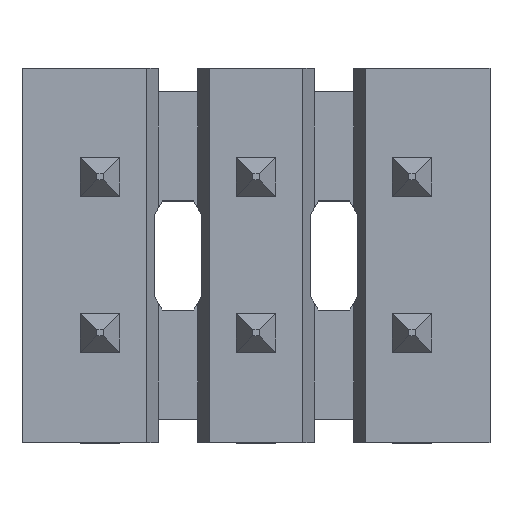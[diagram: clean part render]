
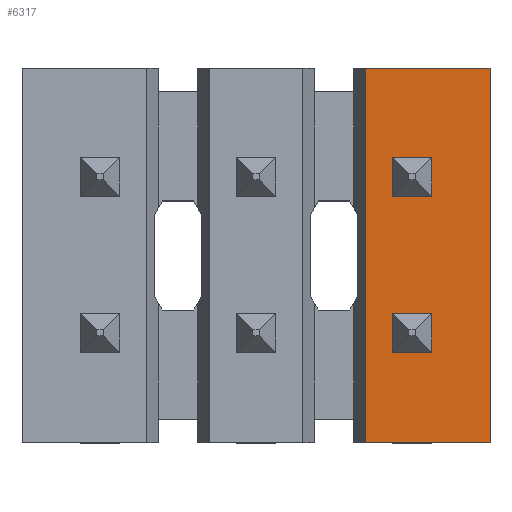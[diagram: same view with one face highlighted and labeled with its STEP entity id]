
A CAD part, top view. The second image highlights one B-rep face of the part: STEP entity #6317.
In plain terms, the highlighted planar face has unit normal (0, 0, 1).
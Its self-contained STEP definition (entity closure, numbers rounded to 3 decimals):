
#632=ORIENTED_EDGE('',*,*,#1816,.T.);
#633=ORIENTED_EDGE('',*,*,#1747,.T.);
#634=ORIENTED_EDGE('',*,*,#1817,.T.);
#635=ORIENTED_EDGE('',*,*,#1774,.T.);
#636=ORIENTED_EDGE('',*,*,#1818,.F.);
#637=ORIENTED_EDGE('',*,*,#1819,.F.);
#638=ORIENTED_EDGE('',*,*,#1820,.F.);
#639=ORIENTED_EDGE('',*,*,#1821,.F.);
#640=ORIENTED_EDGE('',*,*,#1822,.F.);
#641=ORIENTED_EDGE('',*,*,#1466,.F.);
#642=ORIENTED_EDGE('',*,*,#1823,.F.);
#643=ORIENTED_EDGE('',*,*,#1469,.F.);
#1466=EDGE_CURVE('',#2129,#2128,#2566,.T.);
#1469=EDGE_CURVE('',#2131,#2130,#2569,.T.);
#1747=EDGE_CURVE('',#2332,#2335,#2831,.T.);
#1774=EDGE_CURVE('',#2363,#2362,#2858,.T.);
#1816=EDGE_CURVE('',#2362,#2332,#2900,.T.);
#1817=EDGE_CURVE('',#2335,#2363,#2901,.T.);
#1818=EDGE_CURVE('',#2392,#2393,#2902,.T.);
#1819=EDGE_CURVE('',#2394,#2392,#2903,.T.);
#1820=EDGE_CURVE('',#2395,#2394,#2904,.T.);
#1821=EDGE_CURVE('',#2393,#2395,#2905,.T.);
#1822=EDGE_CURVE('',#2128,#2131,#2906,.T.);
#1823=EDGE_CURVE('',#2130,#2129,#2907,.T.);
#2128=VERTEX_POINT('',#8029);
#2129=VERTEX_POINT('',#8031);
#2130=VERTEX_POINT('',#8035);
#2131=VERTEX_POINT('',#8037);
#2332=VERTEX_POINT('',#8598);
#2335=VERTEX_POINT('',#8603);
#2362=VERTEX_POINT('',#8664);
#2363=VERTEX_POINT('',#8666);
#2392=VERTEX_POINT('',#8745);
#2393=VERTEX_POINT('',#8746);
#2394=VERTEX_POINT('',#8748);
#2395=VERTEX_POINT('',#8750);
#2566=LINE('',#8032,#3170);
#2569=LINE('',#8038,#3173);
#2831=LINE('',#8604,#3435);
#2858=LINE('',#8665,#3462);
#2900=LINE('',#8742,#3504);
#2901=LINE('',#8743,#3505);
#2902=LINE('',#8744,#3506);
#2903=LINE('',#8747,#3507);
#2904=LINE('',#8749,#3508);
#2905=LINE('',#8751,#3509);
#2906=LINE('',#8752,#3510);
#2907=LINE('',#8753,#3511);
#3170=VECTOR('',#6803,1000.);
#3173=VECTOR('',#6808,1000.);
#3435=VECTOR('',#7270,1000.);
#3462=VECTOR('',#7311,1000.);
#3504=VECTOR('',#7365,1000.);
#3505=VECTOR('',#7366,1000.);
#3506=VECTOR('',#7367,1000.);
#3507=VECTOR('',#7368,1000.);
#3508=VECTOR('',#7369,1000.);
#3509=VECTOR('',#7370,1000.);
#3510=VECTOR('',#7371,1000.);
#3511=VECTOR('',#7372,1000.);
#3871=EDGE_LOOP('',(#632,#633,#634,#635));
#3872=EDGE_LOOP('',(#636,#637,#638,#639));
#3873=EDGE_LOOP('',(#640,#641,#642,#643));
#4129=FACE_BOUND('',#3871,.T.);
#4130=FACE_BOUND('',#3872,.T.);
#4131=FACE_BOUND('',#3873,.T.);
#4371=PLANE('',#6584);
#6317=ADVANCED_FACE('',(#4129,#4130,#4131),#4371,.T.);
#6584=AXIS2_PLACEMENT_3D('',#8741,#7363,#7364);
#6803=DIRECTION('',(0.,1.,0.));
#6808=DIRECTION('',(0.,-1.,0.));
#7270=DIRECTION('',(0.,-1.,0.));
#7311=DIRECTION('',(0.,1.,0.));
#7363=DIRECTION('',(0.,0.,1.));
#7364=DIRECTION('',(1.,0.,0.));
#7365=DIRECTION('',(-1.,0.,0.));
#7366=DIRECTION('',(1.,0.,0.));
#7367=DIRECTION('',(-1.,0.,0.));
#7368=DIRECTION('',(0.,1.,0.));
#7369=DIRECTION('',(1.,0.,0.));
#7370=DIRECTION('',(0.,-1.,0.));
#7371=DIRECTION('',(-1.,0.,0.));
#7372=DIRECTION('',(1.,0.,0.));
#8029=CARTESIAN_POINT('',(2.858,0.572,1.27));
#8031=CARTESIAN_POINT('',(2.858,-0.064,1.27));
#8032=CARTESIAN_POINT('',(2.858,-0.064,1.27));
#8035=CARTESIAN_POINT('',(2.223,-0.064,1.27));
#8037=CARTESIAN_POINT('',(2.223,0.572,1.27));
#8038=CARTESIAN_POINT('',(2.223,0.572,1.27));
#8598=CARTESIAN_POINT('',(1.778,4.572,1.27));
#8603=CARTESIAN_POINT('',(1.778,-1.524,1.27));
#8604=CARTESIAN_POINT('',(1.778,1.524,1.27));
#8664=CARTESIAN_POINT('',(3.81,4.572,1.27));
#8665=CARTESIAN_POINT('',(3.81,-1.524,1.27));
#8666=CARTESIAN_POINT('',(3.81,-1.524,1.27));
#8741=CARTESIAN_POINT('',(0.,1.524,1.27));
#8742=CARTESIAN_POINT('',(3.81,4.572,1.27));
#8743=CARTESIAN_POINT('',(-3.81,-1.524,1.27));
#8744=CARTESIAN_POINT('',(2.858,3.112,1.27));
#8745=CARTESIAN_POINT('',(2.858,3.112,1.27));
#8746=CARTESIAN_POINT('',(2.223,3.112,1.27));
#8747=CARTESIAN_POINT('',(2.858,2.477,1.27));
#8748=CARTESIAN_POINT('',(2.858,2.477,1.27));
#8749=CARTESIAN_POINT('',(2.223,2.477,1.27));
#8750=CARTESIAN_POINT('',(2.223,2.477,1.27));
#8751=CARTESIAN_POINT('',(2.223,3.112,1.27));
#8752=CARTESIAN_POINT('',(2.858,0.572,1.27));
#8753=CARTESIAN_POINT('',(2.223,-0.064,1.27));
